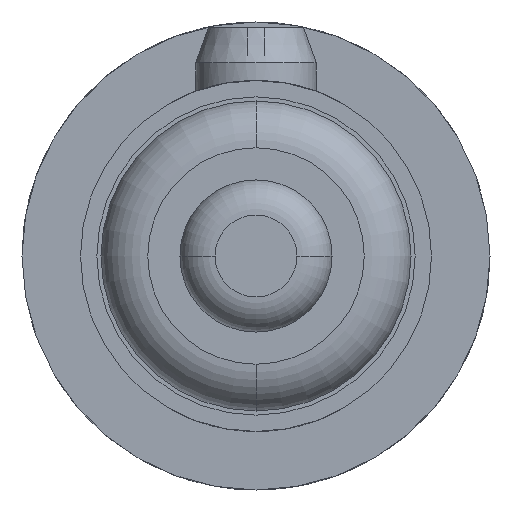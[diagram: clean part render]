
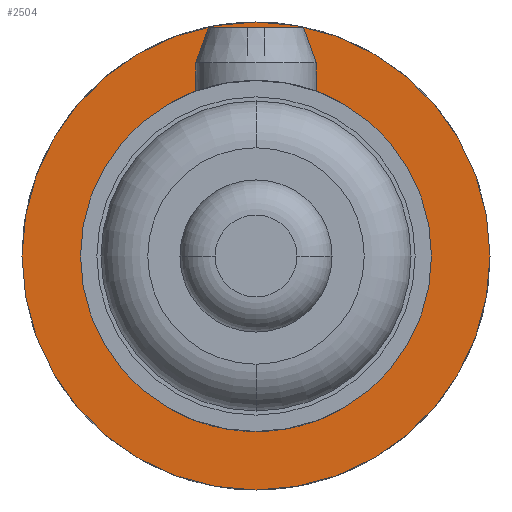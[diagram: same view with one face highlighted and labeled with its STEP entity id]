
A CAD part, front view. The second image highlights one B-rep face of the part: STEP entity #2504.
In plain terms, the highlighted planar face has unit normal (0, -1, 0).
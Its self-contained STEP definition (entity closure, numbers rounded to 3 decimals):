
#85 = CARTESIAN_POINT ( 'NONE',  ( 0., 34., -2. ) ) ;
#107 = AXIS2_PLACEMENT_3D ( 'NONE', #315, #2199, #2960 ) ;
#315 = CARTESIAN_POINT ( 'NONE',  ( 0., 34., 0. ) ) ;
#604 = CARTESIAN_POINT ( 'NONE',  ( 0., 34., 0. ) ) ;
#833 = EDGE_CURVE ( 'Defeature ausgef�hrt4_2+Defeature ausgef�hrt4_3+Defeature ausgef�hrt4_3+Defeature ausgef�hrt4_3', #3552, #2531, #4821, .T. ) ;
#838 = AXIS2_PLACEMENT_3D ( 'NONE', #2916, #1104, #4859 ) ;
#850 = PLANE ( 'NONE',  #4929 ) ;
#1004 = AXIS2_PLACEMENT_3D ( 'NONE', #3343, #3379, #1841 ) ;
#1104 = DIRECTION ( 'NONE',  ( 0., 1., 0. ) ) ;
#1238 = VERTEX_POINT ( 'NONE', #2455 ) ;
#1475 = ORIENTED_EDGE ( 'NONE', *, *, #3778, .F. ) ;
#1766 = DIRECTION ( 'NONE',  ( 1., 0., 0. ) ) ;
#1841 = DIRECTION ( 'NONE',  ( 1., 0., 0. ) ) ;
#1864 = CARTESIAN_POINT ( 'NONE',  ( -2., 34., 0. ) ) ;
#2071 = FACE_BOUND ( 'NONE', #2302, .T. ) ;
#2116 = ORIENTED_EDGE ( 'NONE', *, *, #3259, .T. ) ;
#2152 = DIRECTION ( 'NONE',  ( 0., 1., 0. ) ) ;
#2199 = DIRECTION ( 'NONE',  ( 0., 1., 0. ) ) ;
#2205 = EDGE_CURVE ( 'Defeature ausgef�hrt4_1+Defeature ausgef�hrt4_2+Defeature ausgef�hrt4_2+Defeature ausgef�hrt4_2', #2711, #1238, #3567, .T. ) ;
#2292 = ORIENTED_EDGE ( 'NONE', *, *, #833, .T. ) ;
#2302 = EDGE_LOOP ( 'NONE', ( #2116, #2292 ) ) ;
#2455 = CARTESIAN_POINT ( 'NONE',  ( 2., 34., 0. ) ) ;
#2504 = ADVANCED_FACE ( 'Defeature ausgef�hrt4_2', ( #4107, #2071 ), #850, .F. ) ;
#2531 = VERTEX_POINT ( 'NONE', #2747 ) ;
#2535 = ORIENTED_EDGE ( 'NONE', *, *, #2205, .F. ) ;
#2674 = CIRCLE ( 'NONE', #838, 2. ) ;
#2711 = VERTEX_POINT ( 'NONE', #1864 ) ;
#2747 = CARTESIAN_POINT ( 'NONE',  ( 1., 34., 0. ) ) ;
#2916 = CARTESIAN_POINT ( 'NONE',  ( 0., 34., 0. ) ) ;
#2960 = DIRECTION ( 'NONE',  ( 1., 0., 0. ) ) ;
#3259 = EDGE_CURVE ( 'Defeature ausgef�hrt4_2+Defeature ausgef�hrt4_3+Defeature ausgef�hrt4_3+Defeature ausgef�hrt4_3', #2531, #3552, #3561, .T. ) ;
#3329 = EDGE_LOOP ( 'NONE', ( #1475, #2535 ) ) ;
#3343 = CARTESIAN_POINT ( 'NONE',  ( 0., 34., 0. ) ) ;
#3379 = DIRECTION ( 'NONE',  ( 0., 1., 0. ) ) ;
#3513 = AXIS2_PLACEMENT_3D ( 'NONE', #604, #2152, #1766 ) ;
#3518 = DIRECTION ( 'NONE',  ( 1., 0., 0. ) ) ;
#3552 = VERTEX_POINT ( 'NONE', #3920 ) ;
#3561 = CIRCLE ( 'NONE', #1004, 1. ) ;
#3567 = CIRCLE ( 'NONE', #3513, 2. ) ;
#3778 = EDGE_CURVE ( 'Defeature ausgef�hrt4_1+Defeature ausgef�hrt4_2+Defeature ausgef�hrt4_2+Defeature ausgef�hrt4_2', #1238, #2711, #2674, .T. ) ;
#3920 = CARTESIAN_POINT ( 'NONE',  ( -1., 34., 0. ) ) ;
#4107 = FACE_OUTER_BOUND ( 'NONE', #3329, .T. ) ;
#4271 = DIRECTION ( 'NONE',  ( 0., 1., 0. ) ) ;
#4821 = CIRCLE ( 'NONE', #107, 1. ) ;
#4859 = DIRECTION ( 'NONE',  ( 1., 0., 0. ) ) ;
#4929 = AXIS2_PLACEMENT_3D ( 'NONE', #85, #4271, #3518 ) ;
